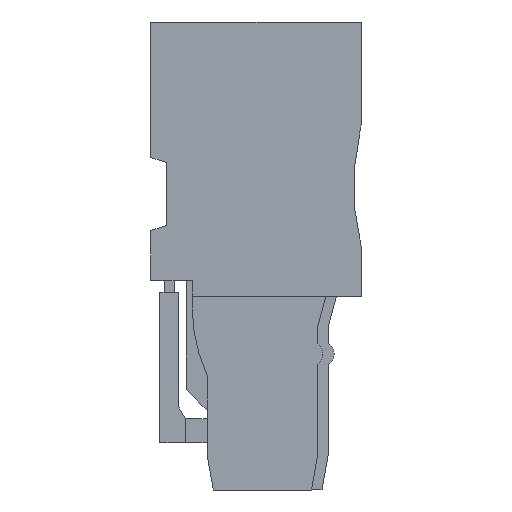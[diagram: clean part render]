
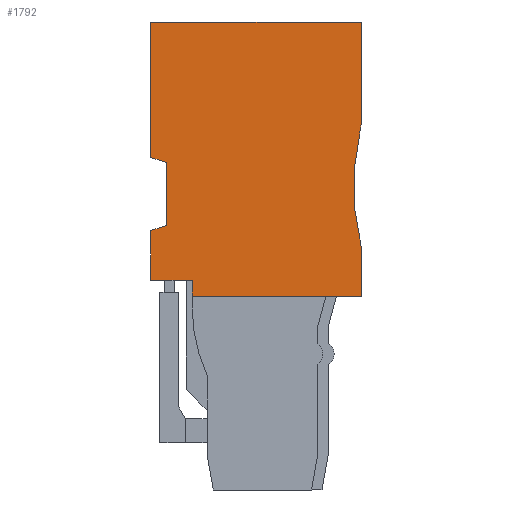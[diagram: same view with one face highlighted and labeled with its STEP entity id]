
A CAD part, left-side view. The second image highlights one B-rep face of the part: STEP entity #1792.
In plain terms, the highlighted planar face has unit normal (-1, 0, 0).
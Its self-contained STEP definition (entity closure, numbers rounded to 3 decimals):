
#1684=AXIS2_PLACEMENT_3D('Plane Axis2P3D',#1681,#1682,#1683) ;
#1739=AXIS2_PLACEMENT_3D('Circle Axis2P3D',#1737,#1738,$) ;
#1746=AXIS2_PLACEMENT_3D('Circle Axis2P3D',#1744,#1745,$) ;
#1681=CARTESIAN_POINT('Axis2P3D Location',(0.,6.8,12.9)) ;
#1686=CARTESIAN_POINT('Line Origine',(0.,12.969,19.7)) ;
#1690=CARTESIAN_POINT('Vertex',(0.,12.969,21.8)) ;
#1692=CARTESIAN_POINT('Vertex',(0.,12.969,17.6)) ;
#1695=CARTESIAN_POINT('Line Origine',(0.,13.485,17.433)) ;
#1699=CARTESIAN_POINT('Vertex',(0.,14.,17.265)) ;
#1702=CARTESIAN_POINT('Line Origine',(0.,14.,15.608)) ;
#1706=CARTESIAN_POINT('Vertex',(0.,14.,13.95)) ;
#1709=CARTESIAN_POINT('Line Origine',(0.,12.625,13.95)) ;
#1713=CARTESIAN_POINT('Vertex',(0.,11.25,13.95)) ;
#1716=CARTESIAN_POINT('Line Origine',(0.,11.25,13.425)) ;
#1720=CARTESIAN_POINT('Vertex',(0.,11.25,12.9)) ;
#1723=CARTESIAN_POINT('Line Origine',(0.,5.625,12.9)) ;
#1727=CARTESIAN_POINT('Vertex',(0.,0.,12.9)) ;
#1730=CARTESIAN_POINT('Line Origine',(0.,0.,14.566)) ;
#1734=CARTESIAN_POINT('Vertex',(0.,0.,16.231)) ;
#1737=CARTESIAN_POINT('Axis2P3D Location',(0.,-15.5,20.2)) ;
#1741=CARTESIAN_POINT('Vertex',(0.,0.083,23.83)) ;
#1744=CARTESIAN_POINT('Axis2P3D Location',(0.,3.172,24.55)) ;
#1748=CARTESIAN_POINT('Vertex',(0.,0.,24.55)) ;
#1751=CARTESIAN_POINT('Line Origine',(0.,0.,27.85)) ;
#1755=CARTESIAN_POINT('Vertex',(0.,0.,31.15)) ;
#1758=CARTESIAN_POINT('Line Origine',(0.,7.,31.15)) ;
#1762=CARTESIAN_POINT('Vertex',(0.,14.,31.15)) ;
#1765=CARTESIAN_POINT('Line Origine',(0.,14.,26.642)) ;
#1769=CARTESIAN_POINT('Vertex',(0.,14.,22.135)) ;
#1772=CARTESIAN_POINT('Line Origine',(0.,13.485,21.967)) ;
#1682=DIRECTION('Axis2P3D Direction',(1.,0.,-0.)) ;
#1683=DIRECTION('Axis2P3D XDirection',(0.,0.,1.)) ;
#1687=DIRECTION('Vector Direction',(0.,0.,1.)) ;
#1696=DIRECTION('Vector Direction',(0.,-0.951,0.309)) ;
#1703=DIRECTION('Vector Direction',(0.,0.,1.)) ;
#1710=DIRECTION('Vector Direction',(0.,1.,0.)) ;
#1717=DIRECTION('Vector Direction',(0.,0.,1.)) ;
#1724=DIRECTION('Vector Direction',(0.,1.,0.)) ;
#1731=DIRECTION('Vector Direction',(0.,0.,-1.)) ;
#1738=DIRECTION('Axis2P3D Direction',(1.,0.,-0.)) ;
#1745=DIRECTION('Axis2P3D Direction',(1.,0.,-0.)) ;
#1752=DIRECTION('Vector Direction',(0.,0.,-1.)) ;
#1759=DIRECTION('Vector Direction',(0.,-1.,0.)) ;
#1766=DIRECTION('Vector Direction',(0.,0.,1.)) ;
#1773=DIRECTION('Vector Direction',(0.,0.951,0.309)) ;
#1688=VECTOR('Line Direction',#1687,1.) ;
#1697=VECTOR('Line Direction',#1696,1.) ;
#1704=VECTOR('Line Direction',#1703,1.) ;
#1711=VECTOR('Line Direction',#1710,1.) ;
#1718=VECTOR('Line Direction',#1717,1.) ;
#1725=VECTOR('Line Direction',#1724,1.) ;
#1732=VECTOR('Line Direction',#1731,1.) ;
#1753=VECTOR('Line Direction',#1752,1.) ;
#1760=VECTOR('Line Direction',#1759,1.) ;
#1767=VECTOR('Line Direction',#1766,1.) ;
#1774=VECTOR('Line Direction',#1773,1.) ;
#1778=ORIENTED_EDGE('',*,*,#1694,.T.) ;
#1779=ORIENTED_EDGE('',*,*,#1701,.T.) ;
#1780=ORIENTED_EDGE('',*,*,#1708,.F.) ;
#1781=ORIENTED_EDGE('',*,*,#1715,.F.) ;
#1782=ORIENTED_EDGE('',*,*,#1722,.F.) ;
#1783=ORIENTED_EDGE('',*,*,#1729,.T.) ;
#1784=ORIENTED_EDGE('',*,*,#1736,.T.) ;
#1785=ORIENTED_EDGE('',*,*,#1743,.T.) ;
#1786=ORIENTED_EDGE('',*,*,#1750,.T.) ;
#1787=ORIENTED_EDGE('',*,*,#1757,.T.) ;
#1788=ORIENTED_EDGE('',*,*,#1764,.T.) ;
#1789=ORIENTED_EDGE('',*,*,#1771,.F.) ;
#1790=ORIENTED_EDGE('',*,*,#1776,.T.) ;
#1792=ADVANCED_FACE('V2',(#1791),#1685,.F.) ;
#1740=CIRCLE('generated circle',#1739,16.) ;
#1747=CIRCLE('generated circle',#1746,3.172) ;
#1694=EDGE_CURVE('',#1691,#1693,#1689,.F.) ;
#1701=EDGE_CURVE('',#1693,#1700,#1698,.F.) ;
#1708=EDGE_CURVE('',#1707,#1700,#1705,.T.) ;
#1715=EDGE_CURVE('',#1714,#1707,#1712,.T.) ;
#1722=EDGE_CURVE('',#1721,#1714,#1719,.T.) ;
#1729=EDGE_CURVE('',#1721,#1728,#1726,.F.) ;
#1736=EDGE_CURVE('',#1728,#1735,#1733,.F.) ;
#1743=EDGE_CURVE('',#1735,#1742,#1740,.T.) ;
#1750=EDGE_CURVE('',#1742,#1749,#1747,.F.) ;
#1757=EDGE_CURVE('',#1749,#1756,#1754,.F.) ;
#1764=EDGE_CURVE('',#1756,#1763,#1761,.F.) ;
#1771=EDGE_CURVE('',#1770,#1763,#1768,.T.) ;
#1776=EDGE_CURVE('',#1770,#1691,#1775,.F.) ;
#1777=EDGE_LOOP('',(#1778,#1779,#1780,#1781,#1782,#1783,#1784,#1785,#1786,#1787,#1788,#1789,#1790)) ;
#1791=FACE_OUTER_BOUND('',#1777,.T.) ;
#1689=LINE('Line',#1686,#1688) ;
#1698=LINE('Line',#1695,#1697) ;
#1705=LINE('Line',#1702,#1704) ;
#1712=LINE('Line',#1709,#1711) ;
#1719=LINE('Line',#1716,#1718) ;
#1726=LINE('Line',#1723,#1725) ;
#1733=LINE('Line',#1730,#1732) ;
#1754=LINE('Line',#1751,#1753) ;
#1761=LINE('Line',#1758,#1760) ;
#1768=LINE('Line',#1765,#1767) ;
#1775=LINE('Line',#1772,#1774) ;
#1685=PLANE('',#1684) ;
#1691=VERTEX_POINT('',#1690) ;
#1693=VERTEX_POINT('',#1692) ;
#1700=VERTEX_POINT('',#1699) ;
#1707=VERTEX_POINT('',#1706) ;
#1714=VERTEX_POINT('',#1713) ;
#1721=VERTEX_POINT('',#1720) ;
#1728=VERTEX_POINT('',#1727) ;
#1735=VERTEX_POINT('',#1734) ;
#1742=VERTEX_POINT('',#1741) ;
#1749=VERTEX_POINT('',#1748) ;
#1756=VERTEX_POINT('',#1755) ;
#1763=VERTEX_POINT('',#1762) ;
#1770=VERTEX_POINT('',#1769) ;
